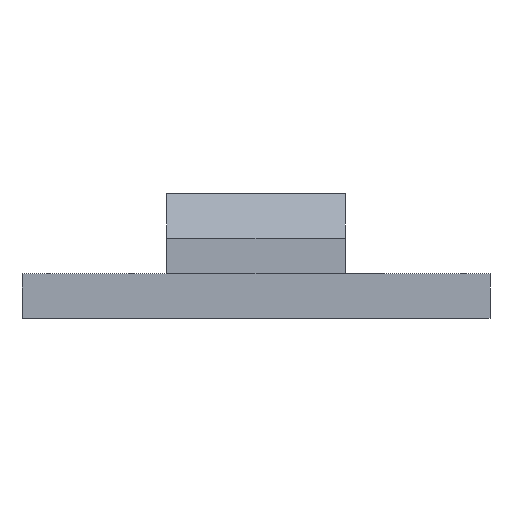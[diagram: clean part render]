
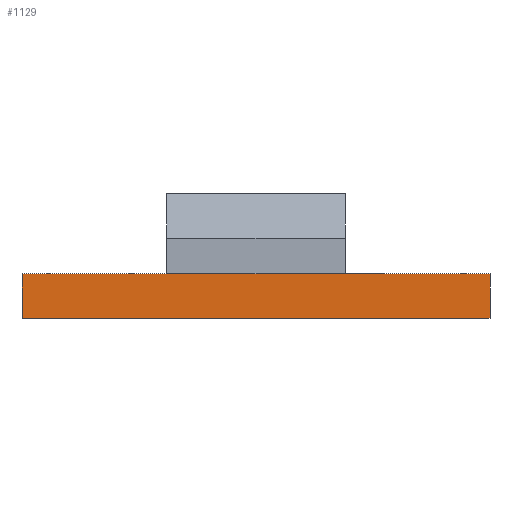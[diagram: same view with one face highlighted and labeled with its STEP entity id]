
A CAD part, front view. The second image highlights one B-rep face of the part: STEP entity #1129.
In plain terms, the highlighted planar face has unit normal (0, -1, 0).
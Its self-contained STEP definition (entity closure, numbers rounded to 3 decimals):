
#64=PLANE('',#1249);
#138=FACE_OUTER_BOUND('',#229,.T.);
#229=EDGE_LOOP('',(#1006,#1007,#1008,#1009));
#335=LINE('',#3323,#407);
#382=LINE('',#4486,#454);
#383=LINE('',#4487,#455);
#384=LINE('',#4488,#456);
#407=VECTOR('',#1321,10.);
#454=VECTOR('',#1524,10.);
#455=VECTOR('',#1525,10.);
#456=VECTOR('',#1526,10.);
#505=VERTEX_POINT('',#3316);
#508=VERTEX_POINT('',#3321);
#561=VERTEX_POINT('',#4484);
#562=VERTEX_POINT('',#4485);
#625=EDGE_CURVE('',#508,#505,#335,.T.);
#712=EDGE_CURVE('',#561,#562,#382,.T.);
#713=EDGE_CURVE('',#562,#505,#383,.T.);
#714=EDGE_CURVE('',#561,#508,#384,.T.);
#1006=ORIENTED_EDGE('',*,*,#712,.T.);
#1007=ORIENTED_EDGE('',*,*,#713,.T.);
#1008=ORIENTED_EDGE('',*,*,#625,.F.);
#1009=ORIENTED_EDGE('',*,*,#714,.F.);
#1129=ADVANCED_FACE('',(#138),#64,.T.);
#1249=AXIS2_PLACEMENT_3D('',#4483,#1522,#1523);
#1321=DIRECTION('',(1.,0.,0.));
#1522=DIRECTION('center_axis',(0.,-1.,0.));
#1523=DIRECTION('ref_axis',(1.,0.,0.));
#1524=DIRECTION('',(1.,0.,0.));
#1525=DIRECTION('',(0.,0.,1.));
#1526=DIRECTION('',(0.,0.,1.));
#3316=CARTESIAN_POINT('',(52.5,-52.5,10.));
#3321=CARTESIAN_POINT('',(-52.5,-52.5,10.));
#3323=CARTESIAN_POINT('',(-52.5,-52.5,10.));
#4483=CARTESIAN_POINT('Origin',(-52.5,-52.5,0.));
#4484=CARTESIAN_POINT('',(-52.5,-52.5,0.));
#4485=CARTESIAN_POINT('',(52.5,-52.5,0.));
#4486=CARTESIAN_POINT('',(-52.5,-52.5,0.));
#4487=CARTESIAN_POINT('',(52.5,-52.5,0.));
#4488=CARTESIAN_POINT('',(-52.5,-52.5,0.));
